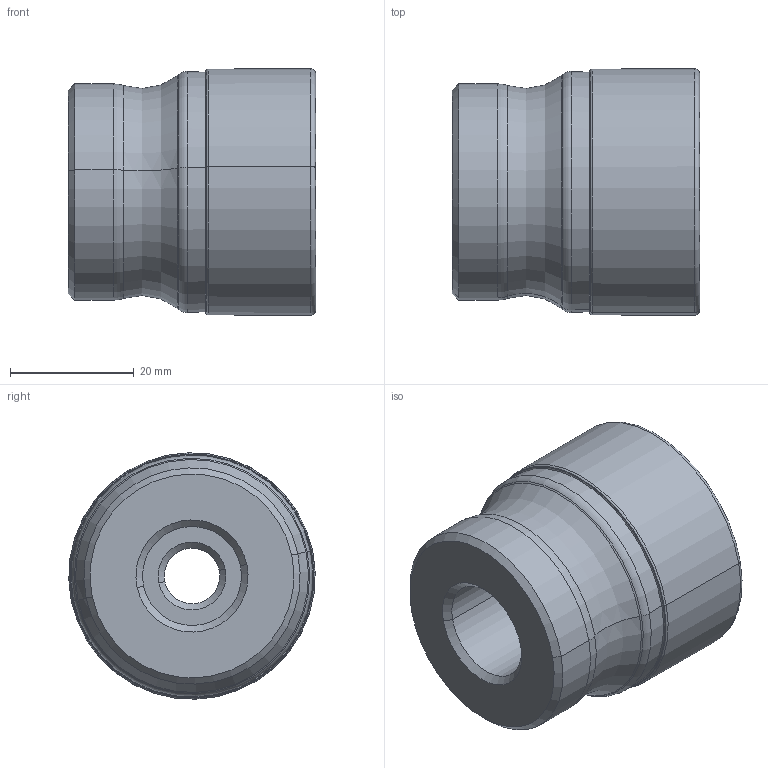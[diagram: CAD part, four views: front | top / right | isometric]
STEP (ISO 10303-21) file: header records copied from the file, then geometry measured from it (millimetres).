
FILE_DESCRIPTION(('CATIA V5 STEP Exchange'),'2;1');
FILE_NAME('Bm55585-FT_BF90_LD18-040_Z04.stp','2019-05-13T11:59:35+00:00',('none'),('none'),'CATIA Version 5-6 Release 2016 SP5 HF39','CATIA V5 STEP AP203','none');
FILE_SCHEMA(('CONFIG_CONTROL_DESIGN'));
Length unit declared in the file: millimetre
Products named in the file (1): Bm55585-KSK_Kontrolle_Schnittkontur_LDMX18-HFC
Bounding box: 40 x 39.88 x 39.88 mm (x, y, z)
Volume: 36568.9 mm3; surface area: 8454.4 mm2
Topology: 1 solids, 1 shells, 80 faces, 160 edges, 84 vertices
Faces by surface type: torus 28, cone 24, revolution 16, cylinder 8, plane 4
Entity records: 2075 total; most frequent: CARTESIAN_POINT 567, ORIENTED_EDGE 320, DIRECTION 231, EDGE_CURVE 160, AXIS2_PLACEMENT_3D 153, CIRCLE 118, EDGE_LOOP 84, VERTEX_POINT 84
